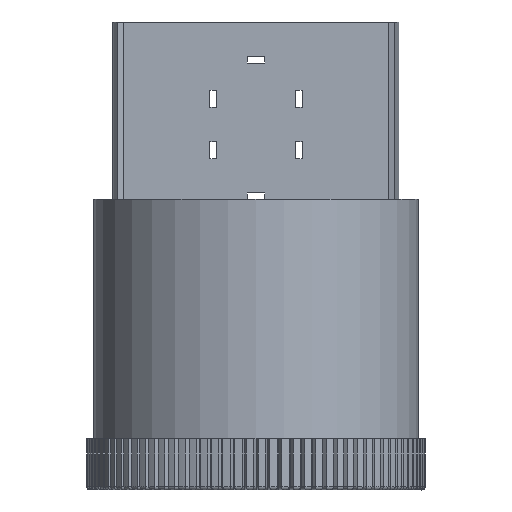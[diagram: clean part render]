
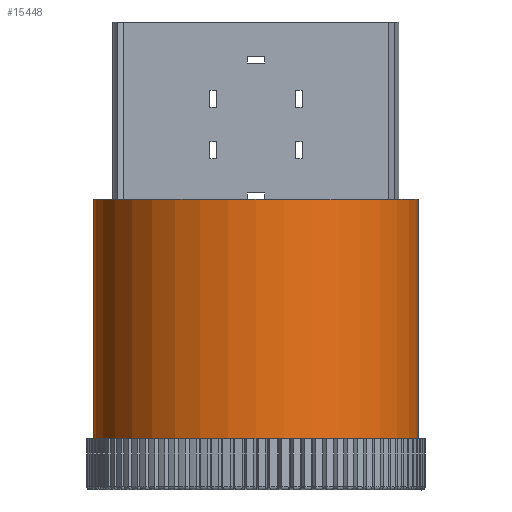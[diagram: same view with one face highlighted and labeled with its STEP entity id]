
A CAD part, front view. The second image highlights one B-rep face of the part: STEP entity #15448.
In plain terms, the highlighted cylindrical face has radius 47.5 mm (diameter 95 mm), a full revolution.
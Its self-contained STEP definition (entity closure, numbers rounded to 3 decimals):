
#803=FACE_OUTER_BOUND('',#1734,.T.);
#1734=EDGE_LOOP('',(#10402,#10403,#10404,#10405));
#2694=CIRCLE('',#16422,47.5);
#2695=CIRCLE('',#16423,47.5);
#3649=LINE('',#25096,#5014);
#5014=VECTOR('',#17699,47.5);
#6405=VERTEX_POINT('',#25093);
#6406=VERTEX_POINT('',#25095);
#7936=EDGE_CURVE('',#6405,#6405,#2694,.T.);
#7937=EDGE_CURVE('',#6405,#6406,#3649,.T.);
#7938=EDGE_CURVE('',#6406,#6406,#2695,.T.);
#10402=ORIENTED_EDGE('',*,*,#7936,.F.);
#10403=ORIENTED_EDGE('',*,*,#7937,.T.);
#10404=ORIENTED_EDGE('',*,*,#7938,.T.);
#10405=ORIENTED_EDGE('',*,*,#7937,.F.);
#15104=CYLINDRICAL_SURFACE('',#16421,47.5);
#15448=ADVANCED_FACE('',(#803),#15104,.T.);
#16421=AXIS2_PLACEMENT_3D('',#25092,#17695,#17696);
#16422=AXIS2_PLACEMENT_3D('',#25094,#17697,#17698);
#16423=AXIS2_PLACEMENT_3D('',#25097,#17700,#17701);
#17695=DIRECTION('center_axis',(0.,1.,0.));
#17696=DIRECTION('ref_axis',(1.,0.,0.));
#17697=DIRECTION('center_axis',(0.,1.,0.));
#17698=DIRECTION('ref_axis',(1.,0.,0.));
#17699=DIRECTION('',(0.,-1.,0.));
#17700=DIRECTION('center_axis',(0.,1.,0.));
#17701=DIRECTION('ref_axis',(1.,0.,0.));
#25092=CARTESIAN_POINT('Origin',(0.,0.,0.));
#25093=CARTESIAN_POINT('',(-47.5,70.,0.));
#25094=CARTESIAN_POINT('Origin',(0.,70.,0.));
#25095=CARTESIAN_POINT('',(-47.5,0.,0.));
#25096=CARTESIAN_POINT('',(-47.5,0.,0.));
#25097=CARTESIAN_POINT('Origin',(0.,0.,0.));
